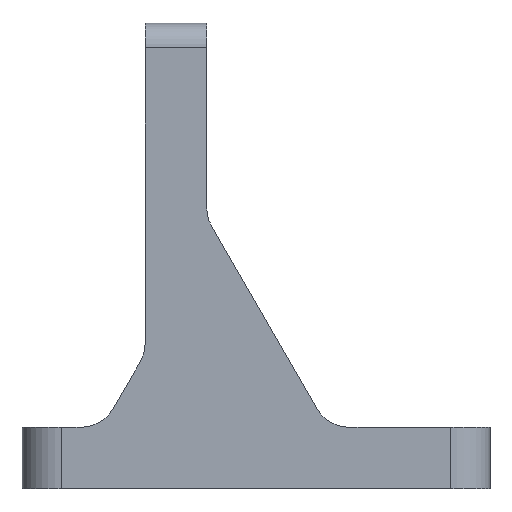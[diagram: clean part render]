
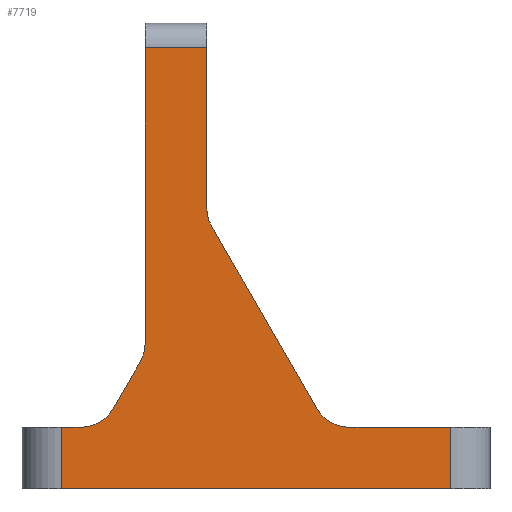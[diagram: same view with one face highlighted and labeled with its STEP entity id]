
A CAD part, left-side view. The second image highlights one B-rep face of the part: STEP entity #7719.
In plain terms, the highlighted planar face has unit normal (-1, 0, 0).
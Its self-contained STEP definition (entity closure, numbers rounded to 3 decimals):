
#80=CARTESIAN_POINT('',(16.751,222.315,56.749));
#81=VERTEX_POINT('',#80);
#89=CARTESIAN_POINT('',(16.751,222.315,31.749));
#90=VERTEX_POINT('',#89);
#91=CARTESIAN_POINT('',(16.751,222.315,56.749));
#92=DIRECTION('',(0.0,0.0,-1.0));
#93=VECTOR('',#92,25.0);
#94=LINE('',#91,#93);
#95=EDGE_CURVE('',#81,#90,#94,.T.);
#113=CARTESIAN_POINT('',(16.751,380.315,56.749));
#114=VERTEX_POINT('',#113);
#132=CARTESIAN_POINT('',(16.751,380.315,31.749));
#133=VERTEX_POINT('',#132);
#141=CARTESIAN_POINT('',(16.751,380.315,56.749));
#142=DIRECTION('',(0.0,0.0,-1.0));
#143=VECTOR('',#142,25.0);
#144=LINE('',#141,#143);
#145=EDGE_CURVE('',#114,#133,#144,.T.);
#705=CARTESIAN_POINT('',(16.751,263.58,56.749));
#706=VERTEX_POINT('',#705);
#713=CARTESIAN_POINT('',(16.751,222.315,56.749));
#714=DIRECTION('',(0.0,1.0,0.0));
#715=VECTOR('',#714,41.265);
#716=LINE('',#713,#715);
#717=EDGE_CURVE('',#81,#706,#716,.T.);
#750=CARTESIAN_POINT('',(16.751,372.295,56.749));
#751=VERTEX_POINT('',#750);
#752=CARTESIAN_POINT('',(16.751,372.295,56.749));
#753=DIRECTION('',(0.0,1.0,0.0));
#754=VECTOR('',#753,8.019);
#755=LINE('',#752,#754);
#756=EDGE_CURVE('',#751,#114,#755,.T.);
#942=CARTESIAN_POINT('',(16.751,222.315,31.749));
#943=DIRECTION('',(0.0,1.0,0.0));
#944=VECTOR('',#943,158.);
#945=LINE('',#942,#944);
#946=EDGE_CURVE('',#90,#133,#945,.T.);
#2863=CARTESIAN_POINT('',(16.751,346.315,210.749));
#2864=VERTEX_POINT('',#2863);
#2865=CARTESIAN_POINT('',(16.751,321.315,210.749));
#2866=VERTEX_POINT('',#2865);
#2867=CARTESIAN_POINT('',(16.751,346.315,210.749));
#2868=DIRECTION('',(0.0,-1.0,0.0));
#2869=VECTOR('',#2868,25.0);
#2870=LINE('',#2867,#2869);
#2871=EDGE_CURVE('',#2864,#2866,#2870,.T.);
#3171=CARTESIAN_POINT('',(16.751,346.315,90.768));
#3172=VERTEX_POINT('',#3171);
#3179=CARTESIAN_POINT('',(16.751,346.315,90.768));
#3180=DIRECTION('',(0.0,0.0,1.0));
#3181=VECTOR('',#3180,119.981);
#3182=LINE('',#3179,#3181);
#3183=EDGE_CURVE('',#3172,#2864,#3182,.T.);
#6190=CARTESIAN_POINT('',(16.751,321.315,145.768));
#6191=VERTEX_POINT('',#6190);
#6192=CARTESIAN_POINT('',(16.751,321.315,145.768));
#6193=DIRECTION('',(0.0,0.0,1.0));
#6194=VECTOR('',#6193,64.981);
#6195=LINE('',#6192,#6194);
#6196=EDGE_CURVE('',#6191,#2866,#6195,.T.);
#7503=CARTESIAN_POINT('',(16.751,276.57,64.249));
#7504=VERTEX_POINT('',#7503);
#7511=CARTESIAN_POINT('',(16.751,263.58,71.749));
#7512=DIRECTION('',(-1.0,0.0,0.0));
#7513=DIRECTION('',(0.0,0.0,-1.0));
#7514=AXIS2_PLACEMENT_3D('',#7511,#7512,#7513);
#7515=CIRCLE('',#7514,15.0);
#7516=EDGE_CURVE('',#7504,#706,#7515,.T.);
#7544=CARTESIAN_POINT('',(16.751,319.305,138.268));
#7545=VERTEX_POINT('',#7544);
#7546=CARTESIAN_POINT('',(16.751,306.315,145.768));
#7547=DIRECTION('',(-1.0,0.0,0.0));
#7548=DIRECTION('',(0.0,0.0,-1.0));
#7549=AXIS2_PLACEMENT_3D('',#7546,#7547,#7548);
#7550=CIRCLE('',#7549,15.);
#7551=EDGE_CURVE('',#6191,#7545,#7550,.T.);
#7568=CARTESIAN_POINT('',(16.751,319.305,138.268));
#7569=DIRECTION('',(0.0,-0.5,-0.866));
#7570=VECTOR('',#7569,85.47);
#7571=LINE('',#7568,#7570);
#7572=EDGE_CURVE('',#7545,#7504,#7571,.T.);
#7604=CARTESIAN_POINT('',(16.751,348.324,83.268));
#7605=VERTEX_POINT('',#7604);
#7612=CARTESIAN_POINT('',(16.751,361.315,90.768));
#7613=DIRECTION('',(-1.0,0.0,0.0));
#7614=DIRECTION('',(0.0,0.0,-1.0));
#7615=AXIS2_PLACEMENT_3D('',#7612,#7613,#7614);
#7616=CIRCLE('',#7615,15.0);
#7617=EDGE_CURVE('',#7605,#3172,#7616,.T.);
#7645=CARTESIAN_POINT('',(16.751,359.305,64.249));
#7646=VERTEX_POINT('',#7645);
#7647=CARTESIAN_POINT('',(16.751,372.295,71.749));
#7648=DIRECTION('',(-1.0,0.0,0.0));
#7649=DIRECTION('',(0.0,0.0,-1.0));
#7650=AXIS2_PLACEMENT_3D('',#7647,#7648,#7649);
#7651=CIRCLE('',#7650,15.);
#7652=EDGE_CURVE('',#751,#7646,#7651,.T.);
#7669=CARTESIAN_POINT('',(16.751,359.305,64.249));
#7670=DIRECTION('',(0.0,-0.5,0.866));
#7671=VECTOR('',#7670,21.962);
#7672=LINE('',#7669,#7671);
#7673=EDGE_CURVE('',#7646,#7605,#7672,.T.);
#7698=CARTESIAN_POINT('',(16.751,380.337,31.727));
#7699=DIRECTION('',(-1.0,0.0,0.0));
#7700=DIRECTION('',(0.0,-1.0,0.0));
#7701=AXIS2_PLACEMENT_3D('',#7698,#7699,#7700);
#7702=PLANE('',#7701);
#7703=ORIENTED_EDGE('',*,*,#7617,.F.);
#7704=ORIENTED_EDGE('',*,*,#7673,.F.);
#7705=ORIENTED_EDGE('',*,*,#7652,.F.);
#7706=ORIENTED_EDGE('',*,*,#756,.T.);
#7707=ORIENTED_EDGE('',*,*,#145,.T.);
#7708=ORIENTED_EDGE('',*,*,#946,.F.);
#7709=ORIENTED_EDGE('',*,*,#95,.F.);
#7710=ORIENTED_EDGE('',*,*,#717,.T.);
#7711=ORIENTED_EDGE('',*,*,#7516,.F.);
#7712=ORIENTED_EDGE('',*,*,#7572,.F.);
#7713=ORIENTED_EDGE('',*,*,#7551,.F.);
#7714=ORIENTED_EDGE('',*,*,#6196,.T.);
#7715=ORIENTED_EDGE('',*,*,#2871,.F.);
#7716=ORIENTED_EDGE('',*,*,#3183,.F.);
#7717=EDGE_LOOP('',(#7703,#7704,#7705,#7706,#7707,#7708,#7709,#7710,#7711,#7712,#7713,#7714,#7715,#7716));
#7718=FACE_OUTER_BOUND('',#7717,.T.);
#7719=ADVANCED_FACE('',(#7718),#7702,.T.);
